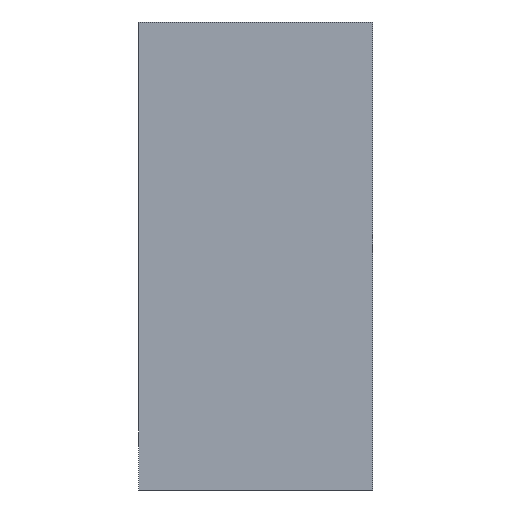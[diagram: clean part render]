
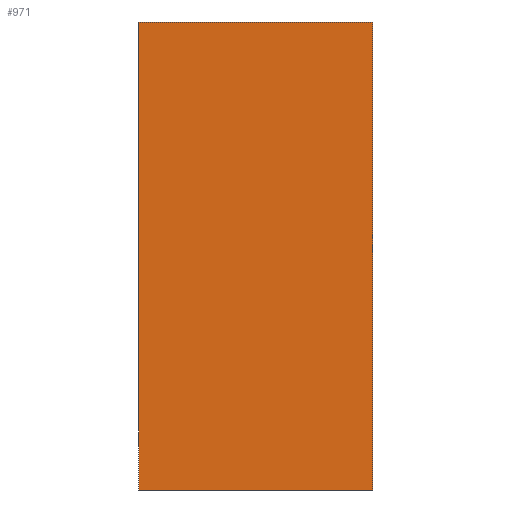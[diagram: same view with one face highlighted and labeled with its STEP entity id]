
A CAD part, left-side view. The second image highlights one B-rep face of the part: STEP entity #971.
In plain terms, the highlighted planar face has unit normal (-1, 0, 0).
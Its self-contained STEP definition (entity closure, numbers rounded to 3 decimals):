
#3 = VERTEX_POINT ( 'NONE', #16 ) ;
#16 = CARTESIAN_POINT ( 'NONE',  ( -50., 30., 30. ) ) ;
#198 = CARTESIAN_POINT ( 'NONE',  ( -50., 0., -30. ) ) ;
#273 = LINE ( 'NONE', #274, #275 ) ;
#274 = CARTESIAN_POINT ( 'NONE',  ( -50., 30., 30. ) ) ;
#275 = VECTOR ( 'NONE', #276, 1000. ) ;
#276 = DIRECTION ( 'NONE',  ( 0., -1., 0. ) ) ;
#332 = FACE_OUTER_BOUND ( 'NONE', #934, .T. ) ;
#348 = PLANE ( 'NONE',  #349 ) ;
#349 = AXIS2_PLACEMENT_3D ( 'NONE', #350, #351, #352 ) ;
#350 = CARTESIAN_POINT ( 'NONE',  ( -50., 30., -30. ) ) ;
#351 = DIRECTION ( 'NONE',  ( 1., 0., 0. ) ) ;
#352 = DIRECTION ( 'NONE',  ( 0., 0., -1. ) ) ;
#603 = LINE ( 'NONE', #604, #605 ) ;
#604 = CARTESIAN_POINT ( 'NONE',  ( -50., 30., -30. ) ) ;
#605 = VECTOR ( 'NONE', #606, 1000. ) ;
#606 = DIRECTION ( 'NONE',  ( 0., 0., 1. ) ) ;
#631 = LINE ( 'NONE', #632, #633 ) ;
#632 = CARTESIAN_POINT ( 'NONE',  ( -50., 0., -30. ) ) ;
#633 = VECTOR ( 'NONE', #634, 1000. ) ;
#634 = DIRECTION ( 'NONE',  ( 0., 0., 1. ) ) ;
#689 = EDGE_CURVE ( 'NONE', #912, #3, #603, .T. ) ;
#734 = CARTESIAN_POINT ( 'NONE',  ( -50., 30., -30. ) ) ;
#741 = LINE ( 'NONE', #742, #743 ) ;
#742 = CARTESIAN_POINT ( 'NONE',  ( -50., 30., -30. ) ) ;
#743 = VECTOR ( 'NONE', #744, 1000. ) ;
#744 = DIRECTION ( 'NONE',  ( 0., -1., 0. ) ) ;
#752 = CARTESIAN_POINT ( 'NONE',  ( -50., 0., 30. ) ) ;
#793 = EDGE_CURVE ( 'NONE', #912, #805, #741, .T. ) ;
#805 = VERTEX_POINT ( 'NONE', #198 ) ;
#863 = ORIENTED_EDGE ( 'NONE', *, *, #689, .F. ) ;
#867 = ORIENTED_EDGE ( 'NONE', *, *, #793, .T. ) ;
#872 = ORIENTED_EDGE ( 'NONE', *, *, #1073, .F. ) ;
#883 = EDGE_CURVE ( 'NONE', #805, #1051, #631, .T. ) ;
#912 = VERTEX_POINT ( 'NONE', #734 ) ;
#934 = EDGE_LOOP ( 'NONE', ( #972, #872, #863, #867 ) ) ;
#971 = ADVANCED_FACE ( 'NONE', ( #332 ), #348, .F. ) ;
#972 = ORIENTED_EDGE ( 'NONE', *, *, #883, .T. ) ;
#1051 = VERTEX_POINT ( 'NONE', #752 ) ;
#1073 = EDGE_CURVE ( 'NONE', #3, #1051, #273, .T. ) ;
